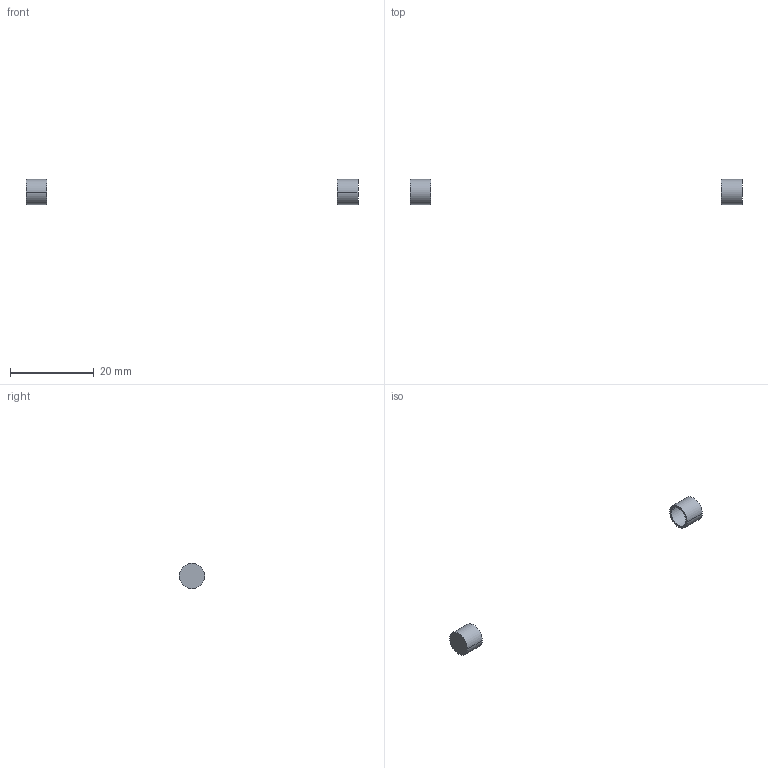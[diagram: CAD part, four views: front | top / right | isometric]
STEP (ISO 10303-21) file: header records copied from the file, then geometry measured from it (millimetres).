
FILE_DESCRIPTION(('Open CASCADE Model'),'2;1');
FILE_NAME('Open CASCADE Shape Model','2021-02-26T17:07:32',('Author'),( 'Open CASCADE'),'Open CASCADE STEP processor 7.4','Open CASCADE 7.4' ,'Unknown');
FILE_SCHEMA(('CONFIG_CONTROL_DESIGN'));
Length unit declared in the file: millimetre
Products named in the file (3): Open CASCADE STEP translator 7.4 635; Open CASCADE STEP translator 7.4 635.1; Open CASCADE STEP translator 7.4 635.2
Assembly tree (2 placements, depth 2):
  Open CASCADE STEP translator 7.4 635
    Open CASCADE STEP translator 7.4 635.1
    Open CASCADE STEP translator 7.4 635.2
Bounding box: 79.1 x 6 x 6 mm (x, y, z)
Surface area: 263.6 mm2 (no closed solid volume)
Topology: 0 solids, 2 shells, 8 faces, 16 edges, 12 vertices
Faces by surface type: plane 4, cylinder 4
Entity records: 514 total; most frequent: DIRECTION 78, CARTESIAN_POINT 67, ORIENTED_EDGE 28, PCURVE 28, DEFINITIONAL_REPRESENTATION 28, CIRCLE 24, AXIS2_PLACEMENT_3D 23, LINE 20
